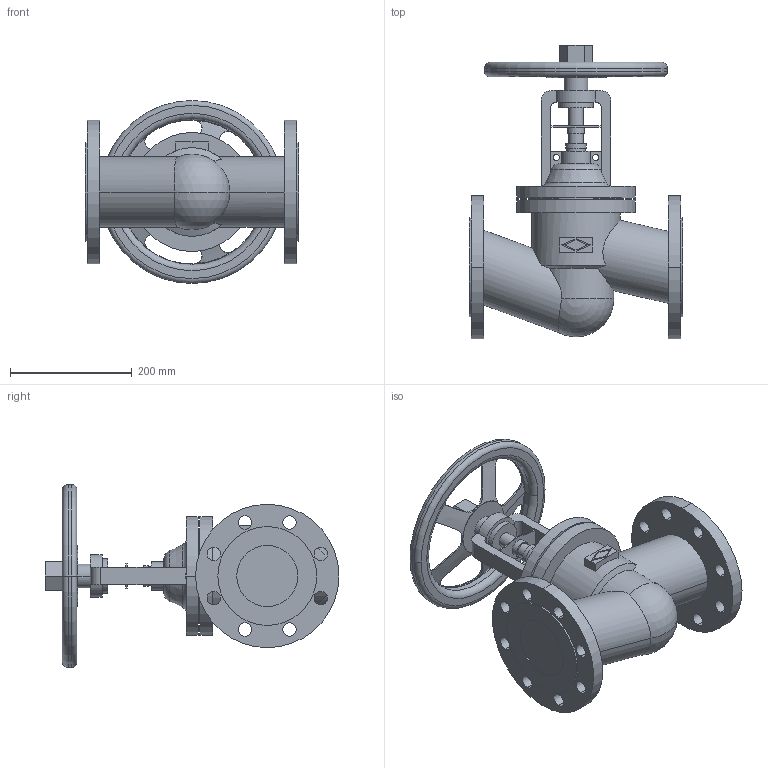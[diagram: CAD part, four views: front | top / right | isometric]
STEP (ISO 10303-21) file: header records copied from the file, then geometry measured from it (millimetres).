
FILE_DESCRIPTION(('OneSpaceDesigner STEP Export'),'2;1');
FILE_NAME('c000003714.stp','2009-06-16T12:01:41',(''),(''),'OneSpace Designer STEP processor for AP214 (Solid Model)','OneSpace Modeling 15.50B 03-Nov-2007 (C) CoCreate Software GmbH','');
FILE_SCHEMA(('AUTOMOTIVE_DESIGN { 1 0 10303 214 1 1 1 1 }'));
Length unit declared in the file: millimetre
Products named in the file (1): 1
Bounding box: 350 x 481.85 x 300 mm (x, y, z)
Volume: 8969367 mm3; surface area: 626775.4 mm2
Topology: 1 solids, 1 shells, 236 faces, 661 edges, 433 vertices
Faces by surface type: cylinder 126, plane 82, torus 14, cone 12, sphere 2
Entity records: 15815 total; most frequent: CARTESIAN_POINT 8475, ORIENTED_EDGE 1302, DIRECTION 935, EDGE_CURVE 651, VERTEX_POINT 429, AXIS2_PLACEMENT_3D 342, EDGE_LOOP 298, VECTOR 251
